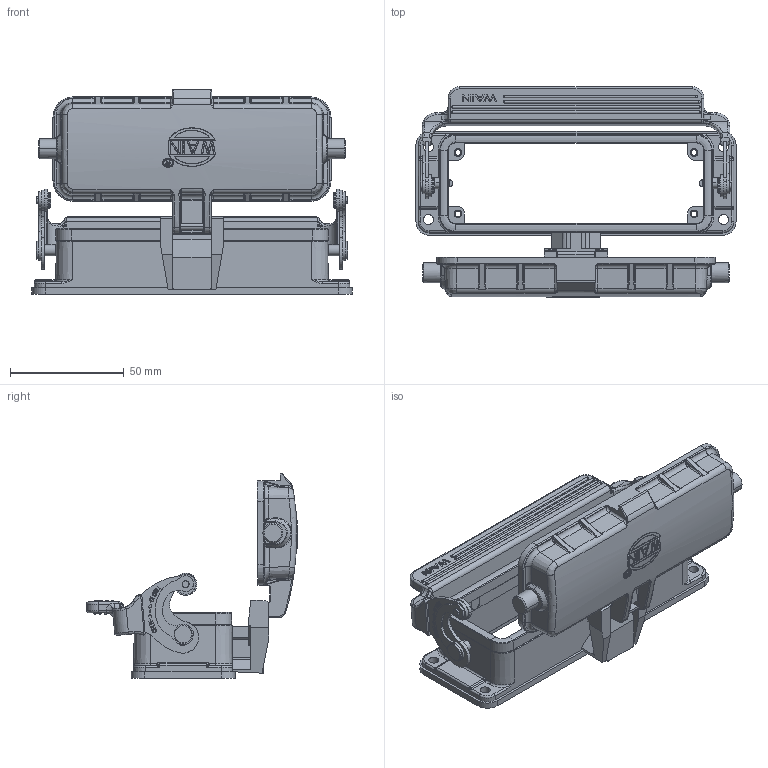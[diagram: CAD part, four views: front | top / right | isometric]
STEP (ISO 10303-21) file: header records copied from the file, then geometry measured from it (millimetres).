
FILE_DESCRIPTION((''),'2;1');
FILE_NAME('PRT0348','2017-08-01T',('dm.li'),(''),'PRO/ENGINEER BY PARAMETRIC TECHNOLOGY CORPORATION, 2012480','PRO/ENGINEER BY PARAMETRIC TECHNOLOGY CORPORATION, 2012480','');
FILE_SCHEMA(('AUTOMOTIVE_DESIGN { 1 0 10303 214 1 1 1 1 }'));
Products named in the file (1): PRT0348
Bounding box: 141 x 92.79 x 89.95 mm (x, y, z)
Volume: 90687.8 mm3; surface area: 66853.5 mm2
Topology: 1 solids, 27 shells, 2102 faces, 5511 edges, 3507 vertices
Faces by surface type: plane 782, cylinder 564, extrusion 258, bspline 225, torus 187, cone 64, sphere 22
Entity records: 81827 total; most frequent: CARTESIAN_POINT 29257, ORIENTED_EDGE 10894, DIRECTION 8878, EDGE_CURVE 5474, VERTEX_POINT 3507, AXIS2_PLACEMENT_3D 2997, VECTOR 2884, LINE 2626
